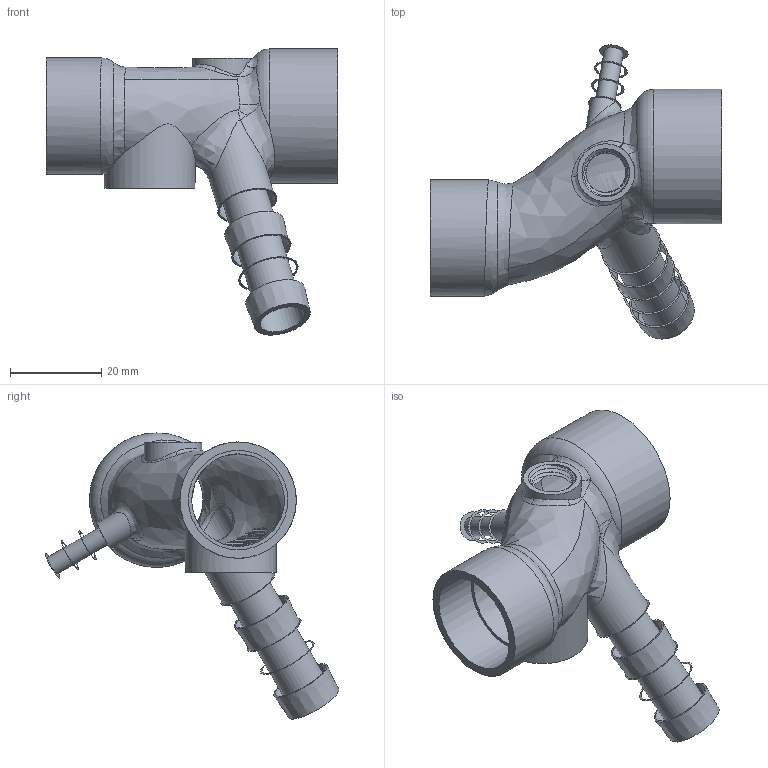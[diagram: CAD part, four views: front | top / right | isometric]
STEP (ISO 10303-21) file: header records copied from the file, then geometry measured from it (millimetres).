
FILE_DESCRIPTION(/* description */ (''),/* implementation_level */ '2;1');
FILE_NAME(/* name */ 'werid addapter part with threads.step',/* time_stamp */ '2020-04-10T13:31:28-04:00',/* author */ (''),/* organization */ (''),/* preprocessor_version */ 'ST-DEVELOPER v18',/* originating_system */ 'Autodesk Translation Framework v8.12.0.6',/* authorisation */ '');
FILE_SCHEMA (('AUTOMOTIVE_DESIGN { 1 0 10303 214 3 1 1 }'));
Length unit declared in the file: millimetre
Products named in the file (1): werid addapter part
Bounding box: 64 x 64.54 x 62.82 mm (x, y, z)
Volume: 11355.1 mm3; surface area: 15117.4 mm2
Topology: 1 solids, 1 shells, 116 faces, 337 edges, 231 vertices
Faces by surface type: bspline 45, cylinder 37, plane 17, cone 16, torus 1
Full cylindrical faces by diameter (mm): 4.2 x1, 10 x1, 12.7 x2, 15.036 x5, 16.152 x4, 20 x1, 21.84 x1, 25.54 x1, 25.6 x1, 29.5 x1
Entity records: 12394 total; most frequent: CARTESIAN_POINT 9752, ORIENTED_EDGE 672, EDGE_CURVE 336, DIRECTION 334, VERTEX_POINT 232, B_SPLINE_CURVE_WITH_KNOTS 224, AXIS2_PLACEMENT_3D 150, EDGE_LOOP 136
